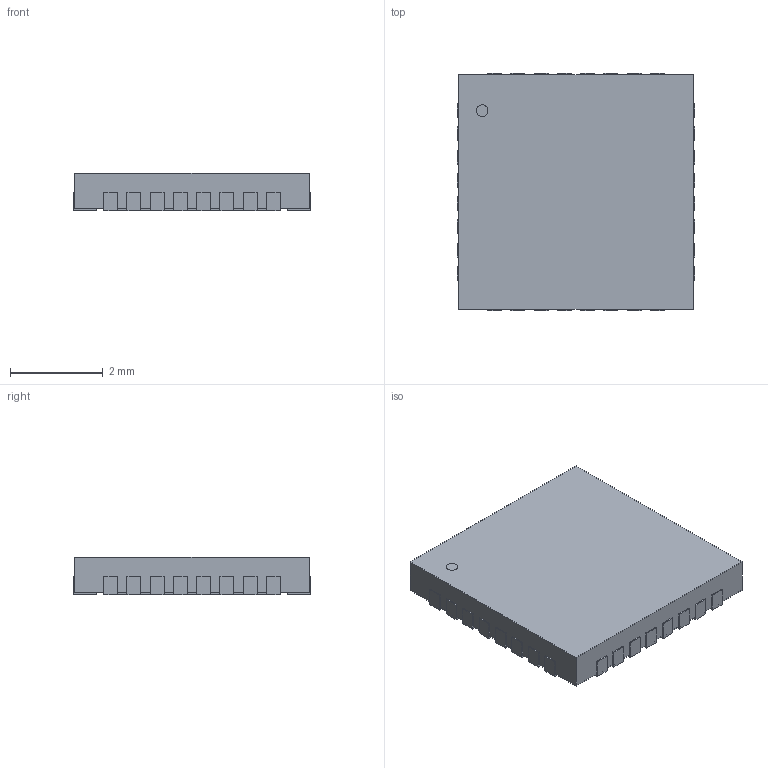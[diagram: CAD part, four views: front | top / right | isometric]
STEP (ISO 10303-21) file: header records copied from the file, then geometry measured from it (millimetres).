
FILE_DESCRIPTION(('STEP AP214'),'1');
FILE_NAME('CP_32_11_ADI','2024-07-27T04:26:34',(''),(''),'','','');
FILE_SCHEMA(('AUTOMOTIVE_DESIGN'));
Length unit declared in the file: millimetre
Products named in the file (1): product
Bounding box: 5.1 x 5.1 x 0.8 mm (x, y, z)
Volume: 20.1 mm3; surface area: 112.9 mm2
Topology: 35 solids, 35 shells, 271 faces, 603 edges, 402 vertices
Faces by surface type: plane 270, cylinder 1
Full cylindrical faces by diameter (mm): 0.252 x1
Entity records: 7109 total; most frequent: ORIENTED_EDGE 1204, DIRECTION 1150, CARTESIAN_POINT 677, EDGE_CURVE 602, LINE 600, VECTOR 600, VERTEX_POINT 402, AXIS2_PLACEMENT_3D 275
